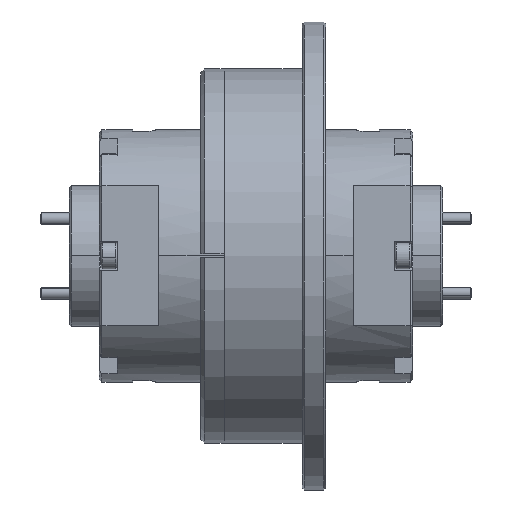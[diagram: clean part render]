
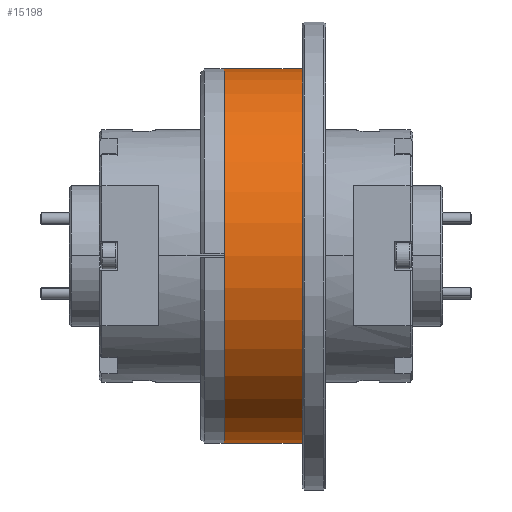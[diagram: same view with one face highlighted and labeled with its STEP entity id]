
A CAD part, top view. The second image highlights one B-rep face of the part: STEP entity #15198.
In plain terms, the highlighted cylindrical face has radius 25.4 mm (diameter 50.8 mm), a partial arc.
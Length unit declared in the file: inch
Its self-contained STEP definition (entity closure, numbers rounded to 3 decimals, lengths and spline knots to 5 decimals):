
#679 = CIRCLE ( 'NONE', #13816, 1. ) ;
#1189 = CARTESIAN_POINT ( 'NONE',  ( 0.05354, -1., 0. ) ) ;
#1226 = EDGE_CURVE ( 'NONE', #13261, #3966, #679, .T. ) ;
#2666 = AXIS2_PLACEMENT_3D ( 'NONE', #3307, #11964, #9850 ) ;
#3307 = CARTESIAN_POINT ( 'NONE',  ( 0., 0., 0. ) ) ;
#3966 = VERTEX_POINT ( 'NONE', #1189 ) ;
#5298 = FACE_OUTER_BOUND ( 'NONE', #15283, .T. ) ;
#5819 = CARTESIAN_POINT ( 'NONE',  ( -0.3615, 0., 0. ) ) ;
#7370 = CARTESIAN_POINT ( 'NONE',  ( -0.3615, 1., 0. ) ) ;
#7380 = DIRECTION ( 'NONE',  ( 1., 0., 0. ) ) ;
#9850 = DIRECTION ( 'NONE',  ( 0., 1., 0. ) ) ;
#10924 = LINE ( 'NONE', #18117, #14983 ) ;
#11426 = ORIENTED_EDGE ( 'NONE', *, *, #17782, .F. ) ;
#11964 = DIRECTION ( 'NONE',  ( 1., 0., 0. ) ) ;
#12123 = ORIENTED_EDGE ( 'NONE', *, *, #26446, .T. ) ;
#12264 = DIRECTION ( 'NONE',  ( 1., 0., 0. ) ) ;
#12478 = DIRECTION ( 'NONE',  ( 0., -1., 0. ) ) ;
#13139 = CARTESIAN_POINT ( 'NONE',  ( 0.05354, 1., 0. ) ) ;
#13261 = VERTEX_POINT ( 'NONE', #13139 ) ;
#13816 = AXIS2_PLACEMENT_3D ( 'NONE', #25005, #12264, #26852 ) ;
#14092 = CYLINDRICAL_SURFACE ( 'NONE', #2666, 1. ) ;
#14188 = DIRECTION ( 'NONE',  ( 1., 0., 0. ) ) ;
#14983 = VECTOR ( 'NONE', #15987, 39.37008 ) ;
#15198 = ADVANCED_FACE ( 'NONE', ( #5298 ), #14092, .T. ) ;
#15283 = EDGE_LOOP ( 'NONE', ( #27208, #12123, #21071, #11426 ) ) ;
#15878 = VERTEX_POINT ( 'NONE', #7370 ) ;
#15987 = DIRECTION ( 'NONE',  ( 1., 0., 0. ) ) ;
#16296 = LINE ( 'NONE', #26770, #17462 ) ;
#16858 = AXIS2_PLACEMENT_3D ( 'NONE', #5819, #14188, #12478 ) ;
#17462 = VECTOR ( 'NONE', #7380, 39.37008 ) ;
#17757 = CIRCLE ( 'NONE', #16858, 1. ) ;
#17782 = EDGE_CURVE ( 'NONE', #15878, #13261, #10924, .T. ) ;
#18117 = CARTESIAN_POINT ( 'NONE',  ( 0., 1., 0. ) ) ;
#18782 = EDGE_CURVE ( 'NONE', #15878, #24824, #17757, .T. ) ;
#20393 = CARTESIAN_POINT ( 'NONE',  ( -0.3615, -1., 0. ) ) ;
#21071 = ORIENTED_EDGE ( 'NONE', *, *, #1226, .F. ) ;
#24824 = VERTEX_POINT ( 'NONE', #20393 ) ;
#25005 = CARTESIAN_POINT ( 'NONE',  ( 0.05354, 0., 0. ) ) ;
#26446 = EDGE_CURVE ( 'NONE', #24824, #3966, #16296, .T. ) ;
#26770 = CARTESIAN_POINT ( 'NONE',  ( 0., -1., 0. ) ) ;
#26852 = DIRECTION ( 'NONE',  ( 0., 1., 0. ) ) ;
#27208 = ORIENTED_EDGE ( 'NONE', *, *, #18782, .T. ) ;
